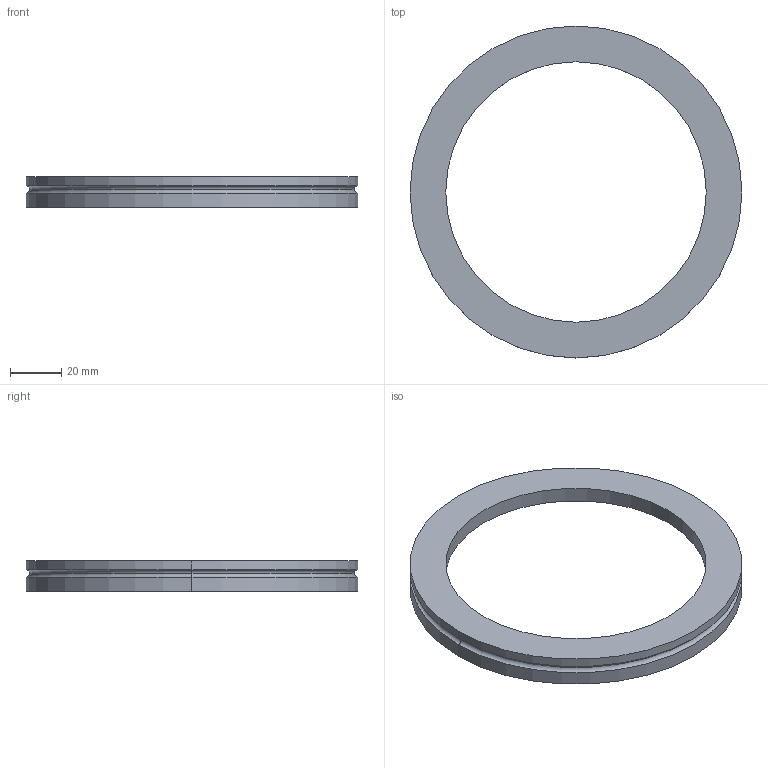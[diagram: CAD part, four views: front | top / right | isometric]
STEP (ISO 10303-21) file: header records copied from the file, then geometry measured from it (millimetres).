
FILE_DESCRIPTION (( 'STEP AP214' ), '1' );
FILE_NAME ('370FAN100-114.step', '2017-07-07T05:08:49', ( 'install' ), ( '' ), 'SwSTEP 2.0', 'SolidWorks 2015', '' );
FILE_SCHEMA (( 'AUTOMOTIVE_DESIGN' ));
Length unit declared in the file: millimetre
Products named in the file (1): 370FAN100-114
Bounding box: 130 x 130 x 12 mm (x, y, z)
Volume: 43997.6 mm3; surface area: 19907.7 mm2
Topology: 1 solids, 1 shells, 18 faces, 36 edges, 22 vertices
Faces by surface type: cylinder 10, torus 4, plane 4
Entity records: 516 total; most frequent: DIRECTION 100, CARTESIAN_POINT 77, ORIENTED_EDGE 72, AXIS2_PLACEMENT_3D 45, EDGE_CURVE 36, CIRCLE 26, VERTEX_POINT 22, EDGE_LOOP 22
